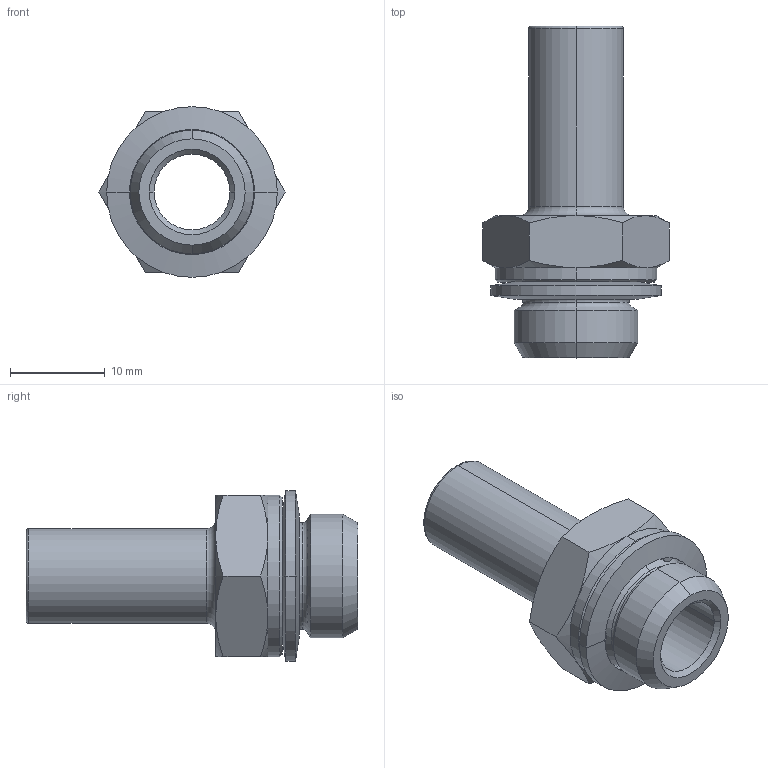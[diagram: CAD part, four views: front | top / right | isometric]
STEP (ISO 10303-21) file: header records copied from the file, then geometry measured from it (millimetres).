
FILE_DESCRIPTION (( 'STEP AP214' ), '1' );
FILE_NAME ('1353000006.step', '2012-10-16T21:08:08', ( '' ), ( '' ), 'SwSTEP 2.0', 'SolidWorks 2012', '' );
FILE_SCHEMA (( 'AUTOMOTIVE_DESIGN' ));
Length unit declared in the file: millimetre
Products named in the file (1): 1353000006
Bounding box: 19.63 x 35 x 18 mm (x, y, z)
Volume: 2668.7 mm3; surface area: 2947.3 mm2
Topology: 2 solids, 2 shells, 77 faces, 167 edges, 98 vertices
Faces by surface type: cone 26, plane 22, cylinder 21, torus 8
Entity records: 3081 total; most frequent: CARTESIAN_POINT 479, DIRECTION 393, ORIENTED_EDGE 334, AXIS2_PLACEMENT_3D 172, EDGE_CURVE 167, VERTEX_POINT 98, CIRCLE 94, EDGE_LOOP 85
